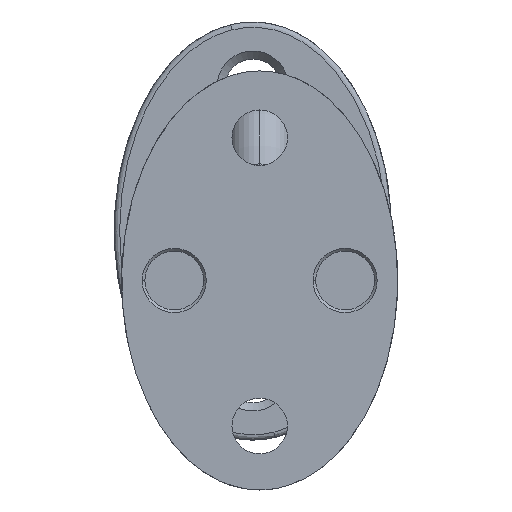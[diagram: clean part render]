
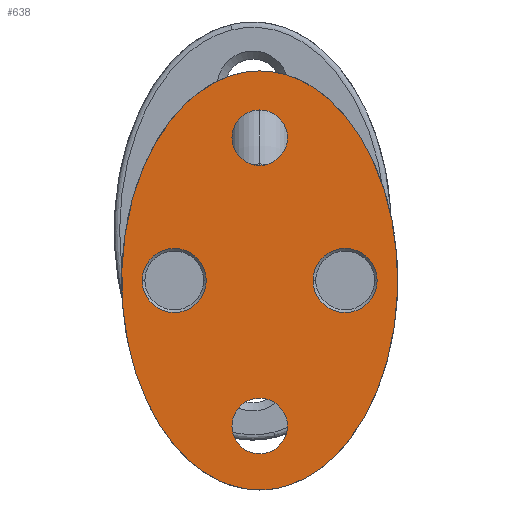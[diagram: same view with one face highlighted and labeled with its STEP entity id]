
A CAD part, top view. The second image highlights one B-rep face of the part: STEP entity #638.
In plain terms, the highlighted face is planar.
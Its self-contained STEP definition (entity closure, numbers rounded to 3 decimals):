
#19 = ORIENTED_EDGE ( 'NONE', *, *, #5092, .F. ) ;
#33 = AXIS2_PLACEMENT_3D ( 'NONE', #3984, #93, #1754 ) ;
#39 = CARTESIAN_POINT ( 'NONE',  ( 0., 19.62, 0. ) ) ;
#62 = AXIS2_PLACEMENT_3D ( 'NONE', #158, #2344, #1045 ) ;
#82 = VERTEX_POINT ( 'NONE', #2654 ) ;
#93 = DIRECTION ( 'NONE',  ( 0., 0., 1. ) ) ;
#158 = CARTESIAN_POINT ( 'NONE',  ( -8., 0., 0. ) ) ;
#192 = ORIENTED_EDGE ( 'NONE', *, *, #1546, .T. ) ;
#234 = EDGE_CURVE ( 'NONE', #3420, #5111, #1902, .T. ) ;
#239 = CARTESIAN_POINT ( 'NONE',  ( -11., 0., 0. ) ) ;
#298 = FACE_BOUND ( 'NONE', #3384, .T. ) ;
#312 = DIRECTION ( 'NONE',  ( 0., 0., 1. ) ) ;
#327 = DIRECTION ( 'NONE',  ( 0., 0., 1. ) ) ;
#395 = CARTESIAN_POINT ( 'NONE',  ( 0., -13.63, 0. ) ) ;
#523 = AXIS2_PLACEMENT_3D ( 'NONE', #2855, #327, #5468 ) ;
#589 = DIRECTION ( 'NONE',  ( 0., 0., 1. ) ) ;
#595 = CARTESIAN_POINT ( 'NONE',  ( 8., 0., 0. ) ) ;
#638 = ADVANCED_FACE ( 'NONE', ( #298, #4139, #1164, #5439, #5056 ), #1573, .F. ) ;
#755 = AXIS2_PLACEMENT_3D ( 'NONE', #1069, #3572, #2709 ) ;
#820 = VERTEX_POINT ( 'NONE', #239 ) ;
#865 = AXIS2_PLACEMENT_3D ( 'NONE', #395, #3429, #2086 ) ;
#961 = CARTESIAN_POINT ( 'NONE',  ( 0., -19.62, 0. ) ) ;
#1045 = DIRECTION ( 'NONE',  ( 1., 0., 0. ) ) ;
#1069 = CARTESIAN_POINT ( 'NONE',  ( 0., 13.37, 0. ) ) ;
#1125 = ORIENTED_EDGE ( 'NONE', *, *, #2066, .T. ) ;
#1164 = FACE_BOUND ( 'NONE', #1357, .T. ) ;
#1308 =( BOUNDED_CURVE ( )  B_SPLINE_CURVE ( 3, ( #1613, #4597, #1730, #4764 ),
 .UNSPECIFIED., .F., .F. ) 
 B_SPLINE_CURVE_WITH_KNOTS ( ( 4, 4 ),
 ( 3.142, 6.283 ),
 .UNSPECIFIED. ) 
 CURVE ( )  GEOMETRIC_REPRESENTATION_ITEM ( )  RATIONAL_B_SPLINE_CURVE ( ( 1., 0.333, 0.333, 1. ) ) 
 REPRESENTATION_ITEM ( '' )  );
#1318 = CARTESIAN_POINT ( 'NONE',  ( 5., 0., 0. ) ) ;
#1357 = EDGE_LOOP ( 'NONE', ( #3791, #3834 ) ) ;
#1394 = CARTESIAN_POINT ( 'NONE',  ( 8., 0., 0. ) ) ;
#1434 = CARTESIAN_POINT ( 'NONE',  ( -5., 0., 0. ) ) ;
#1472 = EDGE_CURVE ( 'NONE', #3558, #2275, #4163, .T. ) ;
#1534 = ORIENTED_EDGE ( 'NONE', *, *, #5273, .T. ) ;
#1546 = EDGE_CURVE ( 'NONE', #4243, #820, #1845, .T. ) ;
#1556 = EDGE_LOOP ( 'NONE', ( #3448, #4752 ) ) ;
#1573 = PLANE ( 'NONE',  #523 ) ;
#1613 = CARTESIAN_POINT ( 'NONE',  ( 0., 19.62, 0. ) ) ;
#1730 = CARTESIAN_POINT ( 'NONE',  ( -25.85, -19.62, 0. ) ) ;
#1754 = DIRECTION ( 'NONE',  ( 1., 0., 0. ) ) ;
#1845 = CIRCLE ( 'NONE', #5135, 3. ) ;
#1902 =( BOUNDED_CURVE ( )  B_SPLINE_CURVE ( 3, ( #961, #2206, #2798, #3640 ),
 .UNSPECIFIED., .F., .F. ) 
 B_SPLINE_CURVE_WITH_KNOTS ( ( 4, 4 ),
 ( 0., 3.142 ),
 .UNSPECIFIED. ) 
 CURVE ( )  GEOMETRIC_REPRESENTATION_ITEM ( )  RATIONAL_B_SPLINE_CURVE ( ( 1., 0.333, 0.333, 1. ) ) 
 REPRESENTATION_ITEM ( '' )  );
#1926 = VERTEX_POINT ( 'NONE', #2233 ) ;
#1931 = AXIS2_PLACEMENT_3D ( 'NONE', #2842, #312, #2003 ) ;
#2003 = DIRECTION ( 'NONE',  ( 1., 0., 0. ) ) ;
#2066 = EDGE_CURVE ( 'NONE', #1926, #2374, #3880, .T. ) ;
#2086 = DIRECTION ( 'NONE',  ( 1., 0., 0. ) ) ;
#2135 = CARTESIAN_POINT ( 'NONE',  ( -2.6, -13.63, 0. ) ) ;
#2161 = CARTESIAN_POINT ( 'NONE',  ( -2.6, 13.37, 0. ) ) ;
#2206 = CARTESIAN_POINT ( 'NONE',  ( 25.85, -19.62, 0. ) ) ;
#2233 = CARTESIAN_POINT ( 'NONE',  ( 2.6, -13.63, 0. ) ) ;
#2249 = CIRCLE ( 'NONE', #5342, 3. ) ;
#2275 = VERTEX_POINT ( 'NONE', #2161 ) ;
#2286 = DIRECTION ( 'NONE',  ( 1., 0., 0. ) ) ;
#2343 = ORIENTED_EDGE ( 'NONE', *, *, #2649, .T. ) ;
#2344 = DIRECTION ( 'NONE',  ( 0., 0., 1. ) ) ;
#2374 = VERTEX_POINT ( 'NONE', #2135 ) ;
#2510 = CARTESIAN_POINT ( 'NONE',  ( 2.6, 13.37, 0. ) ) ;
#2649 = EDGE_CURVE ( 'NONE', #820, #4243, #3170, .T. ) ;
#2654 = CARTESIAN_POINT ( 'NONE',  ( 11., 0., 0. ) ) ;
#2709 = DIRECTION ( 'NONE',  ( 1., 0., 0. ) ) ;
#2788 = EDGE_LOOP ( 'NONE', ( #3181, #19 ) ) ;
#2798 = CARTESIAN_POINT ( 'NONE',  ( 25.85, 19.62, 0. ) ) ;
#2842 = CARTESIAN_POINT ( 'NONE',  ( 0., 13.37, 0. ) ) ;
#2855 = CARTESIAN_POINT ( 'NONE',  ( 0., 0., 0. ) ) ;
#2935 = CARTESIAN_POINT ( 'NONE',  ( 0., -19.62, 0. ) ) ;
#3157 = CIRCLE ( 'NONE', #755, 2.6 ) ;
#3170 = CIRCLE ( 'NONE', #62, 3. ) ;
#3181 = ORIENTED_EDGE ( 'NONE', *, *, #234, .F. ) ;
#3384 = EDGE_LOOP ( 'NONE', ( #2343, #192 ) ) ;
#3420 = VERTEX_POINT ( 'NONE', #2935 ) ;
#3429 = DIRECTION ( 'NONE',  ( 0., 0., 1. ) ) ;
#3448 = ORIENTED_EDGE ( 'NONE', *, *, #3998, .T. ) ;
#3549 = DIRECTION ( 'NONE',  ( 0., 0., 1. ) ) ;
#3558 = VERTEX_POINT ( 'NONE', #2510 ) ;
#3572 = DIRECTION ( 'NONE',  ( 0., 0., 1. ) ) ;
#3640 = CARTESIAN_POINT ( 'NONE',  ( 0., 19.62, 0. ) ) ;
#3791 = ORIENTED_EDGE ( 'NONE', *, *, #1472, .T. ) ;
#3834 = ORIENTED_EDGE ( 'NONE', *, *, #3942, .T. ) ;
#3880 = CIRCLE ( 'NONE', #865, 2.6 ) ;
#3942 = EDGE_CURVE ( 'NONE', #2275, #3558, #3157, .T. ) ;
#3984 = CARTESIAN_POINT ( 'NONE',  ( 0., -13.63, 0. ) ) ;
#3998 = EDGE_CURVE ( 'NONE', #5211, #82, #4317, .T. ) ;
#4016 = DIRECTION ( 'NONE',  ( 1., 0., 0. ) ) ;
#4110 = EDGE_LOOP ( 'NONE', ( #1125, #1534 ) ) ;
#4139 = FACE_BOUND ( 'NONE', #1556, .T. ) ;
#4163 = CIRCLE ( 'NONE', #1931, 2.6 ) ;
#4243 = VERTEX_POINT ( 'NONE', #1434 ) ;
#4301 = CARTESIAN_POINT ( 'NONE',  ( -8., 0., 0. ) ) ;
#4317 = CIRCLE ( 'NONE', #5457, 3. ) ;
#4597 = CARTESIAN_POINT ( 'NONE',  ( -25.85, 19.62, 0. ) ) ;
#4752 = ORIENTED_EDGE ( 'NONE', *, *, #5258, .T. ) ;
#4764 = CARTESIAN_POINT ( 'NONE',  ( 0., -19.62, 0. ) ) ;
#5056 = FACE_OUTER_BOUND ( 'NONE', #2788, .T. ) ;
#5070 = DIRECTION ( 'NONE',  ( 1., 0., 0. ) ) ;
#5092 = EDGE_CURVE ( 'NONE', #5111, #3420, #1308, .T. ) ;
#5111 = VERTEX_POINT ( 'NONE', #39 ) ;
#5128 = DIRECTION ( 'NONE',  ( 0., 0., 1. ) ) ;
#5135 = AXIS2_PLACEMENT_3D ( 'NONE', #4301, #5128, #5070 ) ;
#5211 = VERTEX_POINT ( 'NONE', #1318 ) ;
#5258 = EDGE_CURVE ( 'NONE', #82, #5211, #2249, .T. ) ;
#5273 = EDGE_CURVE ( 'NONE', #2374, #1926, #5442, .T. ) ;
#5342 = AXIS2_PLACEMENT_3D ( 'NONE', #1394, #589, #2286 ) ;
#5439 = FACE_BOUND ( 'NONE', #4110, .T. ) ;
#5442 = CIRCLE ( 'NONE', #33, 2.6 ) ;
#5457 = AXIS2_PLACEMENT_3D ( 'NONE', #595, #3549, #4016 ) ;
#5468 = DIRECTION ( 'NONE',  ( 1., 0., 0. ) ) ;
